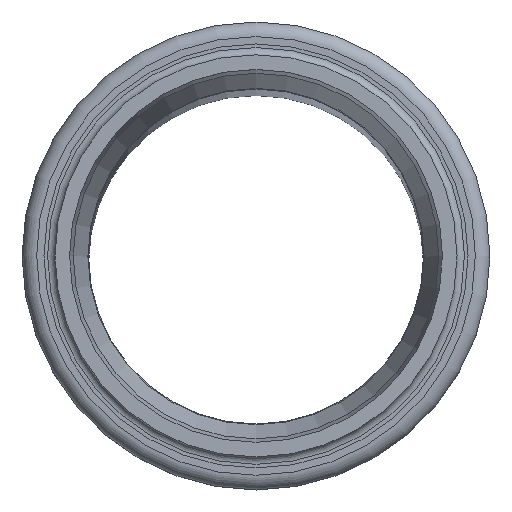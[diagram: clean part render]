
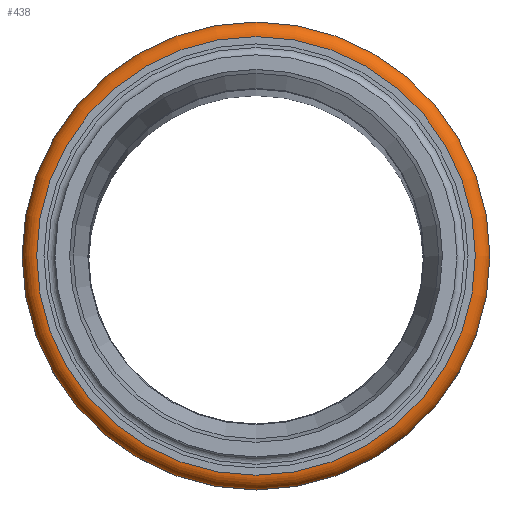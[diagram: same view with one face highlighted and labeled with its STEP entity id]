
A CAD part, top view. The second image highlights one B-rep face of the part: STEP entity #438.
In plain terms, the highlighted toroidal (fillet/blend) face has major radius 30 mm and minor radius 2 mm.
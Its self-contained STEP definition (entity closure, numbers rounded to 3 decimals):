
#34=TOROIDAL_SURFACE('',#539,30.,2.);
#82=FACE_BOUND('',#182,.T.);
#121=FACE_OUTER_BOUND('',#181,.T.);
#181=EDGE_LOOP('',(#376));
#182=EDGE_LOOP('',(#377));
#229=CIRCLE('',#514,30.);
#242=CIRCLE('',#538,32.);
#268=VERTEX_POINT('',#775);
#281=VERTEX_POINT('',#812);
#307=EDGE_CURVE('',#268,#268,#229,.T.);
#320=EDGE_CURVE('',#281,#281,#242,.T.);
#376=ORIENTED_EDGE('',*,*,#307,.T.);
#377=ORIENTED_EDGE('',*,*,#320,.T.);
#438=ADVANCED_FACE('',(#121,#82),#34,.T.);
#514=AXIS2_PLACEMENT_3D('',#776,#621,#622);
#538=AXIS2_PLACEMENT_3D('',#813,#669,#670);
#539=AXIS2_PLACEMENT_3D('',#814,#671,#672);
#621=DIRECTION('center_axis',(0.,0.,-1.));
#622=DIRECTION('ref_axis',(0.,-1.,0.));
#669=DIRECTION('center_axis',(0.,0.,1.));
#670=DIRECTION('ref_axis',(0.,-1.,0.));
#671=DIRECTION('center_axis',(0.,0.,-1.));
#672=DIRECTION('ref_axis',(-1.,0.,0.));
#775=CARTESIAN_POINT('',(0.,30.,47.7));
#776=CARTESIAN_POINT('Origin',(0.,0.,47.7));
#812=CARTESIAN_POINT('',(0.,32.,45.7));
#813=CARTESIAN_POINT('Origin',(0.,0.,45.7));
#814=CARTESIAN_POINT('Origin',(0.,0.,45.7));
